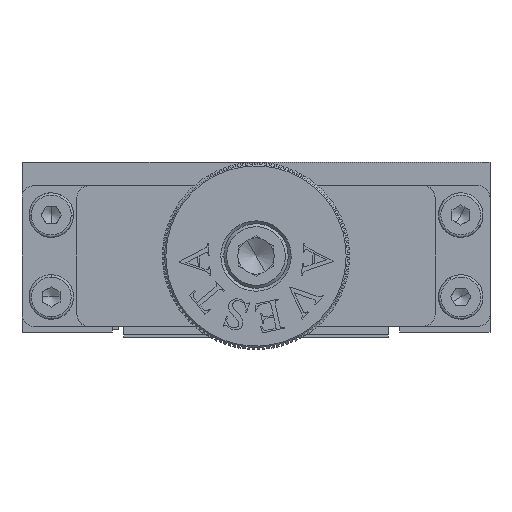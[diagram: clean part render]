
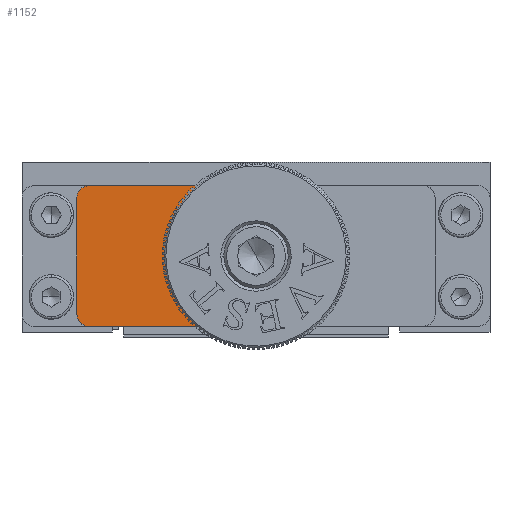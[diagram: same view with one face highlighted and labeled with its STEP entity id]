
A CAD part, front view. The second image highlights one B-rep face of the part: STEP entity #1152.
In plain terms, the highlighted planar face has unit normal (0, -1, 0).
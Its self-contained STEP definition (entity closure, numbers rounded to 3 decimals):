
#1152=ADVANCED_FACE('',(#2436),#21663,.T.);
#2436=FACE_OUTER_BOUND('',#3812,.T.);
#3812=EDGE_LOOP('',(#9536,#9537,#9538,#9539,#9540,#9541,#9542));
#9536=ORIENTED_EDGE('',*,*,#14240,.F.);
#9537=ORIENTED_EDGE('',*,*,#14234,.F.);
#9538=ORIENTED_EDGE('',*,*,#14864,.F.);
#9539=ORIENTED_EDGE('',*,*,#14212,.F.);
#9540=ORIENTED_EDGE('',*,*,#14230,.F.);
#9541=ORIENTED_EDGE('',*,*,#14219,.F.);
#9542=ORIENTED_EDGE('',*,*,#14235,.T.);
#14212=EDGE_CURVE('',#20508,#20870,#18006,.T.);
#14219=EDGE_CURVE('',#20514,#20511,#18013,.T.);
#14230=EDGE_CURVE('',#20511,#20508,#16919,.T.);
#14234=EDGE_CURVE('',#20509,#20524,#16921,.T.);
#14235=EDGE_CURVE('',#20514,#20523,#16922,.T.);
#14240=EDGE_CURVE('',#20524,#20523,#18024,.T.);
#14864=EDGE_CURVE('',#20870,#20509,#18499,.T.);
#16919=B_SPLINE_CURVE_WITH_KNOTS('',1,(#58363,#58364),.UNSPECIFIED.,.F.,
 .F.,(2,2),(0.1,1.53),.UNSPECIFIED.);
#16921=B_SPLINE_CURVE_WITH_KNOTS('',1,(#58373,#58374),.UNSPECIFIED.,.F.,
 .F.,(2,2),(0.,1.43),.UNSPECIFIED.);
#16922=B_SPLINE_CURVE_WITH_KNOTS('',1,(#58375,#58376),.UNSPECIFIED.,.F.,
 .F.,(2,2),(0.1,1.1),.UNSPECIFIED.);
#18006=(
BOUNDED_CURVE()
B_SPLINE_CURVE(2,(#58318,#58319,#58320),.UNSPECIFIED.,.F.,.F.)
B_SPLINE_CURVE_WITH_KNOTS((3,3),(-1.571,0.),.UNSPECIFIED.)
CURVE()
GEOMETRIC_REPRESENTATION_ITEM()
RATIONAL_B_SPLINE_CURVE((1.,0.707,1.))
REPRESENTATION_ITEM('')
);
#18013=(
BOUNDED_CURVE()
B_SPLINE_CURVE(2,(#58336,#58337,#58338),.UNSPECIFIED.,.F.,.F.)
B_SPLINE_CURVE_WITH_KNOTS((3,3),(-0.785,0.785),
 .UNSPECIFIED.)
CURVE()
GEOMETRIC_REPRESENTATION_ITEM()
RATIONAL_B_SPLINE_CURVE((1.,0.707,1.))
REPRESENTATION_ITEM('')
);
#18024=(
BOUNDED_CURVE()
B_SPLINE_CURVE(2,(#58386,#58387,#58388),.UNSPECIFIED.,.F.,.F.)
B_SPLINE_CURVE_WITH_KNOTS((3,3),(-0.785,0.785),
 .UNSPECIFIED.)
CURVE()
GEOMETRIC_REPRESENTATION_ITEM()
RATIONAL_B_SPLINE_CURVE((1.,0.707,1.))
REPRESENTATION_ITEM('')
);
#18499=(
BOUNDED_CURVE()
B_SPLINE_CURVE(2,(#61473,#61474,#61475),.UNSPECIFIED.,.F.,.F.)
B_SPLINE_CURVE_WITH_KNOTS((3,3),(0.,1.571),.UNSPECIFIED.)
CURVE()
GEOMETRIC_REPRESENTATION_ITEM()
RATIONAL_B_SPLINE_CURVE((1.,0.707,1.))
REPRESENTATION_ITEM('')
);
#20508=VERTEX_POINT('',#45865);
#20509=VERTEX_POINT('',#45866);
#20511=VERTEX_POINT('',#45868);
#20514=VERTEX_POINT('',#45871);
#20523=VERTEX_POINT('',#45880);
#20524=VERTEX_POINT('',#45881);
#20870=VERTEX_POINT('',#46227);
#21663=PLANE('',#23126);
#23126=AXIS2_PLACEMENT_3D('',#42853,#24205,$);
#24205=DIRECTION('',(0.,-1.,0.));
#42853=CARTESIAN_POINT('',(-15.31,-14.,14.013));
#45865=CARTESIAN_POINT('',(0.,-14.,14.003));
#45866=CARTESIAN_POINT('',(0.,-14.,2.003));
#45868=CARTESIAN_POINT('',(-14.3,-14.,14.003));
#45871=CARTESIAN_POINT('',(-15.3,-14.,13.003));
#45880=CARTESIAN_POINT('',(-15.3,-14.,3.003));
#45881=CARTESIAN_POINT('',(-14.3,-14.,2.003));
#46227=CARTESIAN_POINT('',(-6.,-14.,8.003));
#58318=CARTESIAN_POINT('',(0.,-14.,14.003));
#58319=CARTESIAN_POINT('',(-6.,-14.,14.003));
#58320=CARTESIAN_POINT('',(-6.,-14.,8.003));
#58336=CARTESIAN_POINT('',(-15.3,-14.,13.003));
#58337=CARTESIAN_POINT('',(-15.3,-14.,14.003));
#58338=CARTESIAN_POINT('',(-14.3,-14.,14.003));
#58363=CARTESIAN_POINT('',(-14.3,-14.,14.003));
#58364=CARTESIAN_POINT('',(0.,-14.,14.003));
#58373=CARTESIAN_POINT('',(0.,-14.,2.003));
#58374=CARTESIAN_POINT('',(-14.3,-14.,2.003));
#58375=CARTESIAN_POINT('',(-15.3,-14.,13.003));
#58376=CARTESIAN_POINT('',(-15.3,-14.,3.003));
#58386=CARTESIAN_POINT('',(-14.3,-14.,2.003));
#58387=CARTESIAN_POINT('',(-15.3,-14.,2.003));
#58388=CARTESIAN_POINT('',(-15.3,-14.,3.003));
#61473=CARTESIAN_POINT('',(-6.,-14.,8.003));
#61474=CARTESIAN_POINT('',(-6.,-14.,2.003));
#61475=CARTESIAN_POINT('',(0.,-14.,2.003));
